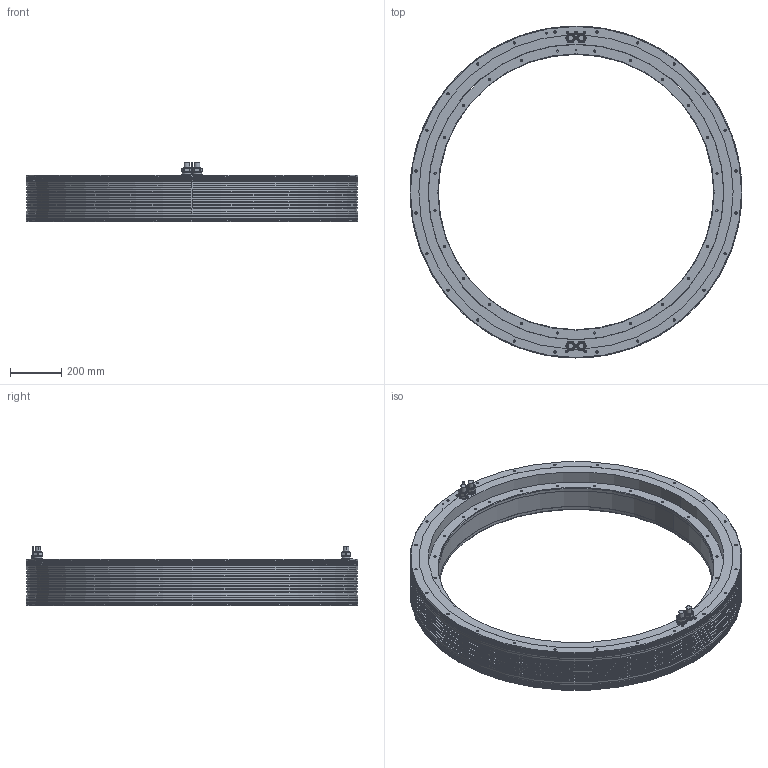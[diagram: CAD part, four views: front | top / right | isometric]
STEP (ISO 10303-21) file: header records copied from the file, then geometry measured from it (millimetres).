
FILE_DESCRIPTION((''),'2;1');
FILE_NAME('PRT0001','2016-06-01T',('ch5533'),(''),'PRO/ENGINEER BY PARAMETRIC TECHNOLOGY CORPORATION, 2014000','PRO/ENGINEER BY PARAMETRIC TECHNOLOGY CORPORATION, 2014000','');
FILE_SCHEMA(('CONFIG_CONTROL_DESIGN'));
Length unit declared in the file: millimetre
Products named in the file (1): PRT0001
Bounding box: 1290 x 1290 x 229.8 mm (x, y, z)
Volume: 61108943.2 mm3; surface area: 3623665.3 mm2
Topology: 6 solids, 29 shells, 1187 faces, 2906 edges, 1703 vertices
Faces by surface type: cylinder 507, cone 304, plane 222, torus 130, revolution 16, sphere 8
Entity records: 43503 total; most frequent: CARTESIAN_POINT 7681, DIRECTION 6502, ORIENTED_EDGE 5400, AXIS2_PLACEMENT_3D 2719, EDGE_CURVE 2700, VERTEX_POINT 1703, CIRCLE 1548, EDGE_LOOP 1369
